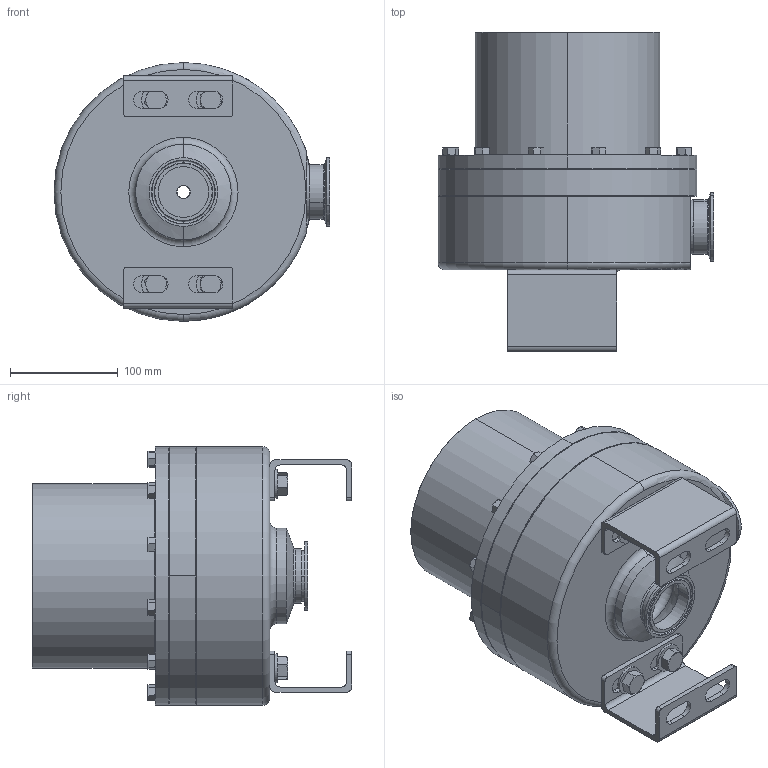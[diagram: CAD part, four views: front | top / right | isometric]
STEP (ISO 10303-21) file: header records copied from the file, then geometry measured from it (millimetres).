
FILE_DESCRIPTION (( 'STEP AP203' ), '1' );
FILE_NAME ('95A-200-6L.STEP', '2024-11-20T18:11:09', ( '' ), ( '' ), 'SwSTEP 2.0', 'SolidWorks 2022', '' );
FILE_SCHEMA (( 'CONFIG_CONTROL_DESIGN' ));
Length unit declared in the file: millimetre
Products named in the file (1): 95A-200-6L
Bounding box: 256.49 x 297.05 x 240.54 mm (x, y, z)
Surface area: 354497.6 mm2 (no closed solid volume)
Topology: 0 solids, 28 shells, 359 faces, 1010 edges, 682 vertices
Faces by surface type: plane 157, cone 121, cylinder 63, torus 18
Entity records: 12546 total; most frequent: CARTESIAN_POINT 3397, DIRECTION 1897, ORIENTED_EDGE 1713, EDGE_CURVE 1010, AXIS2_PLACEMENT_3D 798, VERTEX_POINT 682, EDGE_LOOP 456, CIRCLE 438
